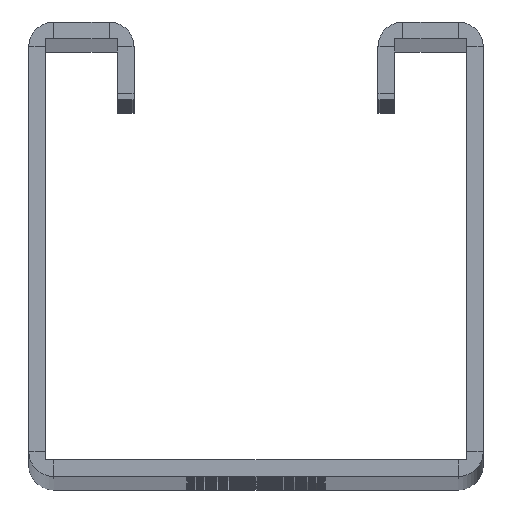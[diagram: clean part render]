
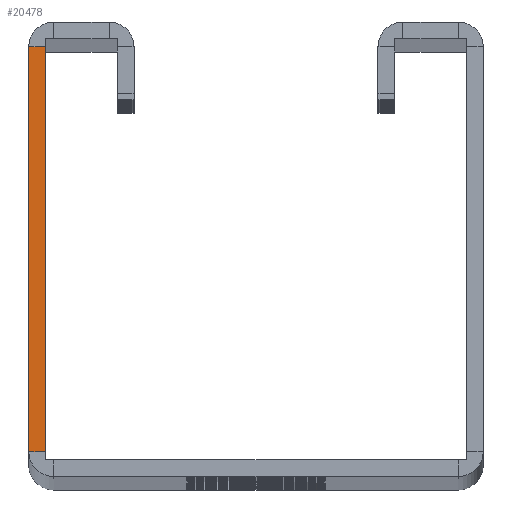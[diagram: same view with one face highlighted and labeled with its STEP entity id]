
A CAD part, top view. The second image highlights one B-rep face of the part: STEP entity #20478.
In plain terms, the highlighted planar face has unit normal (0, 0, 1).
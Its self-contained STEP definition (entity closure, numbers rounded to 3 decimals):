
#144 = VERTEX_POINT ( 'NONE', #34036 ) ;
#252 = DIRECTION ( 'NONE',  ( 1., 0., 0. ) ) ;
#390 = ORIENTED_EDGE ( 'NONE', *, *, #23170, .T. ) ;
#941 = DIRECTION ( 'NONE',  ( 0., 1., 0. ) ) ;
#2398 = LINE ( 'NONE', #24333, #12523 ) ;
#3703 = VERTEX_POINT ( 'NONE', #36870 ) ;
#3895 = EDGE_CURVE ( 'NONE', #144, #40357, #16495, .T. ) ;
#4491 = CARTESIAN_POINT ( 'NONE',  ( -18.25, 1.5, 0. ) ) ;
#4634 = DIRECTION ( 'NONE',  ( 1., 0., 0. ) ) ;
#5241 = LINE ( 'NONE', #28306, #17504 ) ;
#6442 = LINE ( 'NONE', #28549, #41635 ) ;
#10041 = CARTESIAN_POINT ( 'NONE',  ( -20.5, 2.25, 0. ) ) ;
#11243 = CARTESIAN_POINT ( 'NONE',  ( -20.5, 38.75, 0. ) ) ;
#11279 = CARTESIAN_POINT ( 'NONE',  ( -19., 2.25, 0. ) ) ;
#12523 = VECTOR ( 'NONE', #941, 1000. ) ;
#16495 = LINE ( 'NONE', #10041, #27723 ) ;
#17186 = EDGE_CURVE ( 'NONE', #3703, #23085, #5241, .T. ) ;
#17504 = VECTOR ( 'NONE', #24435, 1000. ) ;
#18049 = ORIENTED_EDGE ( 'NONE', *, *, #33686, .F. ) ;
#20478 = ADVANCED_FACE ( 'NONE', ( #21641 ), #38753, .T. ) ;
#21178 = AXIS2_PLACEMENT_3D ( 'NONE', #4491, #21796, #4634 ) ;
#21641 = FACE_OUTER_BOUND ( 'NONE', #26997, .T. ) ;
#21796 = DIRECTION ( 'NONE',  ( 0., 0., 1. ) ) ;
#23085 = VERTEX_POINT ( 'NONE', #11243 ) ;
#23170 = EDGE_CURVE ( 'NONE', #40357, #3703, #6442, .T. ) ;
#24333 = CARTESIAN_POINT ( 'NONE',  ( -20.5, 0., 0. ) ) ;
#24435 = DIRECTION ( 'NONE',  ( -1., 0., 0. ) ) ;
#26997 = EDGE_LOOP ( 'NONE', ( #18049, #28813, #390, #37892 ) ) ;
#27723 = VECTOR ( 'NONE', #252, 1000. ) ;
#28306 = CARTESIAN_POINT ( 'NONE',  ( -19., 38.75, 0. ) ) ;
#28549 = CARTESIAN_POINT ( 'NONE',  ( -19., 0., 0. ) ) ;
#28813 = ORIENTED_EDGE ( 'NONE', *, *, #3895, .T. ) ;
#33686 = EDGE_CURVE ( 'NONE', #144, #23085, #2398, .T. ) ;
#34036 = CARTESIAN_POINT ( 'NONE',  ( -20.5, 2.25, 0. ) ) ;
#36870 = CARTESIAN_POINT ( 'NONE',  ( -19., 38.75, 0. ) ) ;
#37892 = ORIENTED_EDGE ( 'NONE', *, *, #17186, .T. ) ;
#38753 = PLANE ( 'NONE',  #21178 ) ;
#39378 = DIRECTION ( 'NONE',  ( 0., 1., 0. ) ) ;
#40357 = VERTEX_POINT ( 'NONE', #11279 ) ;
#41635 = VECTOR ( 'NONE', #39378, 1000. ) ;
